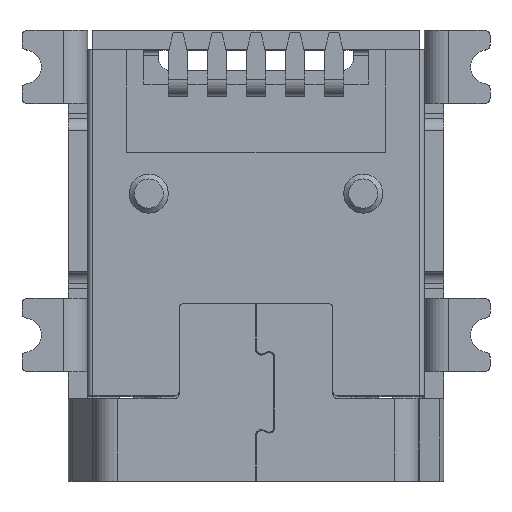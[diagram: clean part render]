
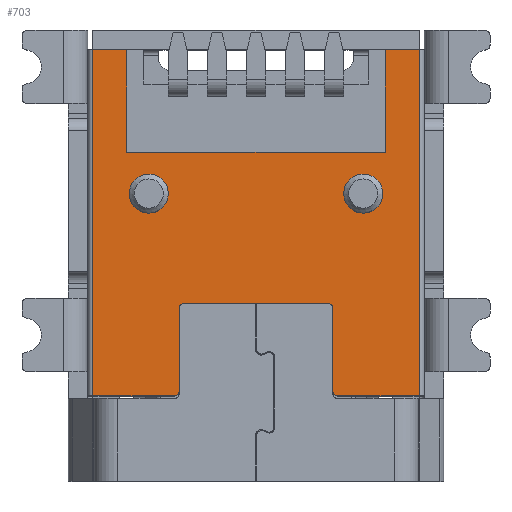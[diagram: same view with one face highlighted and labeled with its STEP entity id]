
A CAD part, top view. The second image highlights one B-rep face of the part: STEP entity #703.
In plain terms, the highlighted planar face has unit normal (0, 0, 1).
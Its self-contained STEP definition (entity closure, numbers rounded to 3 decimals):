
#703 = ADVANCED_FACE( '', ( #1752, #1753, #1754 ), #1755, .F. );
#1752 = FACE_BOUND( '', #3224, .T. );
#1753 = FACE_OUTER_BOUND( '', #3225, .T. );
#1754 = FACE_BOUND( '', #3226, .T. );
#1755 = PLANE( '', #3227 );
#3224 = EDGE_LOOP( '', ( #5308 ) );
#3225 = EDGE_LOOP( '', ( #5309, #5310, #5311, #5312, #5313, #5314, #5315, #5316, #5317, #5318, #5319, #5320, #5321, #5322, #5323, #5324 ) );
#3226 = EDGE_LOOP( '', ( #5325 ) );
#3227 = AXIS2_PLACEMENT_3D( '', #5326, #5327, #5328 );
#5308 = ORIENTED_EDGE( '', *, *, #9614, .T. );
#5309 = ORIENTED_EDGE( '', *, *, #9615, .T. );
#5310 = ORIENTED_EDGE( '', *, *, #9616, .T. );
#5311 = ORIENTED_EDGE( '', *, *, #9617, .T. );
#5312 = ORIENTED_EDGE( '', *, *, #9618, .F. );
#5313 = ORIENTED_EDGE( '', *, *, #9619, .F. );
#5314 = ORIENTED_EDGE( '', *, *, #9620, .F. );
#5315 = ORIENTED_EDGE( '', *, *, #9621, .T. );
#5316 = ORIENTED_EDGE( '', *, *, #9622, .T. );
#5317 = ORIENTED_EDGE( '', *, *, #9623, .T. );
#5318 = ORIENTED_EDGE( '', *, *, #9624, .T. );
#5319 = ORIENTED_EDGE( '', *, *, #9625, .F. );
#5320 = ORIENTED_EDGE( '', *, *, #9626, .T. );
#5321 = ORIENTED_EDGE( '', *, *, #9627, .F. );
#5322 = ORIENTED_EDGE( '', *, *, #9628, .T. );
#5323 = ORIENTED_EDGE( '', *, *, #9629, .F. );
#5324 = ORIENTED_EDGE( '', *, *, #9630, .T. );
#5325 = ORIENTED_EDGE( '', *, *, #9631, .F. );
#5326 = CARTESIAN_POINT( '', ( 3.45, -1.475, 1.75 ) );
#5327 = DIRECTION( '', ( 0., 0., -1. ) );
#5328 = DIRECTION( '', ( -1., 0., 0. ) );
#9614 = EDGE_CURVE( '', #11655, #11655, #11656, .T. );
#9615 = EDGE_CURVE( '', #11657, #11658, #11659, .T. );
#9616 = EDGE_CURVE( '', #11658, #11660, #11661, .T. );
#9617 = EDGE_CURVE( '', #11660, #11662, #11663, .T. );
#9618 = EDGE_CURVE( '', #11664, #11662, #11665, .T. );
#9619 = EDGE_CURVE( '', #11666, #11664, #11667, .T. );
#9620 = EDGE_CURVE( '', #11668, #11666, #11669, .T. );
#9621 = EDGE_CURVE( '', #11668, #11670, #11671, .T. );
#9622 = EDGE_CURVE( '', #11670, #11672, #11673, .F. );
#9623 = EDGE_CURVE( '', #11672, #11674, #11675, .T. );
#9624 = EDGE_CURVE( '', #11674, #11676, #11677, .F. );
#9625 = EDGE_CURVE( '', #11678, #11676, #11679, .T. );
#9626 = EDGE_CURVE( '', #11678, #11680, #11681, .T. );
#9627 = EDGE_CURVE( '', #11682, #11680, #11683, .T. );
#9628 = EDGE_CURVE( '', #11682, #11684, #11685, .T. );
#9629 = EDGE_CURVE( '', #11686, #11684, #11687, .T. );
#9630 = EDGE_CURVE( '', #11686, #11657, #11688, .F. );
#9631 = EDGE_CURVE( '', #11689, #11689, #11690, .F. );
#11655 = VERTEX_POINT( '', #14516 );
#11656 = CIRCLE( '', #14517, 0.4 );
#11657 = VERTEX_POINT( '', #14518 );
#11658 = VERTEX_POINT( '', #14519 );
#11659 = LINE( '', #14520, #14521 );
#11660 = VERTEX_POINT( '', #14522 );
#11661 = LINE( '', #14523, #14524 );
#11662 = VERTEX_POINT( '', #14525 );
#11663 = LINE( '', #14526, #14527 );
#11664 = VERTEX_POINT( '', #14528 );
#11665 = LINE( '', #14529, #14530 );
#11666 = VERTEX_POINT( '', #14531 );
#11667 = LINE( '', #14532, #14533 );
#11668 = VERTEX_POINT( '', #14534 );
#11669 = LINE( '', #14535, #14536 );
#11670 = VERTEX_POINT( '', #14537 );
#11671 = LINE( '', #14538, #14539 );
#11672 = VERTEX_POINT( '', #14540 );
#11673 = LINE( '', #14541, #14542 );
#11674 = VERTEX_POINT( '', #14543 );
#11675 = LINE( '', #14544, #14545 );
#11676 = VERTEX_POINT( '', #14546 );
#11677 = CIRCLE( '', #14547, 0.1 );
#11678 = VERTEX_POINT( '', #14548 );
#11679 = LINE( '', #14549, #14550 );
#11680 = VERTEX_POINT( '', #14551 );
#11681 = CIRCLE( '', #14552, 0.1 );
#11682 = VERTEX_POINT( '', #14553 );
#11683 = LINE( '', #14554, #14555 );
#11684 = VERTEX_POINT( '', #14556 );
#11685 = CIRCLE( '', #14557, 0.1 );
#11686 = VERTEX_POINT( '', #14558 );
#11687 = LINE( '', #14559, #14560 );
#11688 = CIRCLE( '', #14561, 0.1 );
#11689 = VERTEX_POINT( '', #14562 );
#11690 = CIRCLE( '', #14563, 0.4 );
#14516 = CARTESIAN_POINT( '', ( -2.2, -1.075, 1.75 ) );
#14517 = AXIS2_PLACEMENT_3D( '', #18147, #18148, #18149 );
#14518 = CARTESIAN_POINT( '', ( 1.675, -5.625, 1.75 ) );
#14519 = CARTESIAN_POINT( '', ( 3.35, -5.625, 1.75 ) );
#14520 = CARTESIAN_POINT( '', ( -3.45, -5.625, 1.75 ) );
#14521 = VECTOR( '', #18150, 1000. );
#14522 = CARTESIAN_POINT( '', ( 3.35, 1.475, 1.75 ) );
#14523 = CARTESIAN_POINT( '', ( 3.35, -1.475, 1.75 ) );
#14524 = VECTOR( '', #18151, 1000. );
#14525 = CARTESIAN_POINT( '', ( 2.65, 1.475, 1.75 ) );
#14526 = CARTESIAN_POINT( '', ( 3.45, 1.475, 1.75 ) );
#14527 = VECTOR( '', #18152, 1000. );
#14528 = CARTESIAN_POINT( '', ( 2.65, -0.625, 1.75 ) );
#14529 = CARTESIAN_POINT( '', ( 2.65, -0.625, 1.75 ) );
#14530 = VECTOR( '', #18153, 1000. );
#14531 = CARTESIAN_POINT( '', ( -2.65, -0.625, 1.75 ) );
#14532 = CARTESIAN_POINT( '', ( -2.65, -0.625, 1.75 ) );
#14533 = VECTOR( '', #18154, 1000. );
#14534 = CARTESIAN_POINT( '', ( -2.65, 1.475, 1.75 ) );
#14535 = CARTESIAN_POINT( '', ( -2.65, 1.475, 1.75 ) );
#14536 = VECTOR( '', #18155, 1000. );
#14537 = CARTESIAN_POINT( '', ( -3.35, 1.475, 1.75 ) );
#14538 = CARTESIAN_POINT( '', ( 3.45, 1.475, 1.75 ) );
#14539 = VECTOR( '', #18156, 1000. );
#14540 = CARTESIAN_POINT( '', ( -3.35, -5.625, 1.75 ) );
#14541 = CARTESIAN_POINT( '', ( -3.35, -1.475, 1.75 ) );
#14542 = VECTOR( '', #18157, 1000. );
#14543 = CARTESIAN_POINT( '', ( -1.675, -5.625, 1.75 ) );
#14544 = CARTESIAN_POINT( '', ( -3.45, -5.625, 1.75 ) );
#14545 = VECTOR( '', #18158, 1000. );
#14546 = CARTESIAN_POINT( '', ( -1.575, -5.525, 1.75 ) );
#14547 = AXIS2_PLACEMENT_3D( '', #18159, #18160, #18161 );
#14548 = CARTESIAN_POINT( '', ( -1.575, -3.825, 1.75 ) );
#14549 = CARTESIAN_POINT( '', ( -1.575, -3.725, 1.75 ) );
#14550 = VECTOR( '', #18162, 1000. );
#14551 = CARTESIAN_POINT( '', ( -1.475, -3.725, 1.75 ) );
#14552 = AXIS2_PLACEMENT_3D( '', #18163, #18164, #18165 );
#14553 = CARTESIAN_POINT( '', ( 1.475, -3.725, 1.75 ) );
#14554 = CARTESIAN_POINT( '', ( 1.575, -3.725, 1.75 ) );
#14555 = VECTOR( '', #18166, 1000. );
#14556 = CARTESIAN_POINT( '', ( 1.575, -3.825, 1.75 ) );
#14557 = AXIS2_PLACEMENT_3D( '', #18167, #18168, #18169 );
#14558 = CARTESIAN_POINT( '', ( 1.575, -5.525, 1.75 ) );
#14559 = CARTESIAN_POINT( '', ( 1.575, -5.625, 1.75 ) );
#14560 = VECTOR( '', #18170, 1000. );
#14561 = AXIS2_PLACEMENT_3D( '', #18171, #18172, #18173 );
#14562 = CARTESIAN_POINT( '', ( 1.8, -1.475, 1.75 ) );
#14563 = AXIS2_PLACEMENT_3D( '', #18174, #18175, #18176 );
#18147 = CARTESIAN_POINT( '', ( -2.2, -1.475, 1.75 ) );
#18148 = DIRECTION( '', ( 0., 0., -1. ) );
#18149 = DIRECTION( '', ( 0., 1., 0. ) );
#18150 = DIRECTION( '', ( 1., 0., 0. ) );
#18151 = DIRECTION( '', ( 0., 1., 0. ) );
#18152 = DIRECTION( '', ( -1., 0., 0. ) );
#18153 = DIRECTION( '', ( 0., 1., 0. ) );
#18154 = DIRECTION( '', ( 1., 0., 0. ) );
#18155 = DIRECTION( '', ( 0., -1., 0. ) );
#18156 = DIRECTION( '', ( -1., 0., 0. ) );
#18157 = DIRECTION( '', ( 0., 1., 0. ) );
#18158 = DIRECTION( '', ( 1., 0., 0. ) );
#18159 = CARTESIAN_POINT( '', ( -1.675, -5.525, 1.75 ) );
#18160 = DIRECTION( '', ( 0., 0., -1. ) );
#18161 = DIRECTION( '', ( -1., 0., 0. ) );
#18162 = DIRECTION( '', ( 0., -1., 0. ) );
#18163 = CARTESIAN_POINT( '', ( -1.475, -3.825, 1.75 ) );
#18164 = DIRECTION( '', ( 0., 0., -1. ) );
#18165 = DIRECTION( '', ( -1., 0., 0. ) );
#18166 = DIRECTION( '', ( -1., 0., 0. ) );
#18167 = CARTESIAN_POINT( '', ( 1.475, -3.825, 1.75 ) );
#18168 = DIRECTION( '', ( 0., 0., -1. ) );
#18169 = DIRECTION( '', ( -1., 0., 0. ) );
#18170 = DIRECTION( '', ( 0., 1., 0. ) );
#18171 = CARTESIAN_POINT( '', ( 1.675, -5.525, 1.75 ) );
#18172 = DIRECTION( '', ( 0., 0., -1. ) );
#18173 = DIRECTION( '', ( -1., 0., 0. ) );
#18174 = CARTESIAN_POINT( '', ( 2.2, -1.475, 1.75 ) );
#18175 = DIRECTION( '', ( 0., 0., -1. ) );
#18176 = DIRECTION( '', ( -1., 0., 0. ) );
